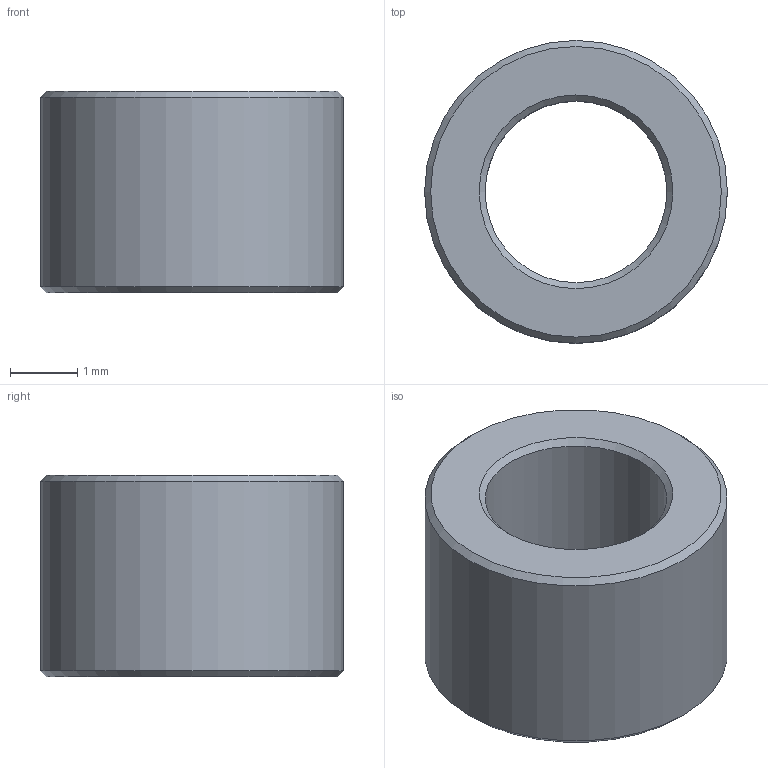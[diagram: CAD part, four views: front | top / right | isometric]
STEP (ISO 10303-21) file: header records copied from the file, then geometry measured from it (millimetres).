
FILE_DESCRIPTION(/* description */ (''),/* implementation_level */ '2;1');
FILE_NAME(/* name */ 'M2.5 x 3 nylon spacer_v1.step',/* time_stamp */ '2023-01-28T13:12:26-08:00',/* author */ (''),/* organization */ (''),/* preprocessor_version */ 'ST-DEVELOPER v19.2',/* originating_system */ 'Autodesk Translation Framework v11.17.0.187',/* authorisation */ '');
FILE_SCHEMA (('AUTOMOTIVE_DESIGN { 1 0 10303 214 3 1 1 }'));
Length unit declared in the file: millimetre
Products named in the file (2): M2.5 x 3 nylon spacer; 99072A104_Black Nylon Unthreaded Spacer
Assembly tree (1 placements, depth 2):
  M2.5 x 3 nylon spacer
    99072A104_Black Nylon Unthreaded Spacer
Bounding box: 4.5 x 4.5 x 3 mm (x, y, z)
Volume: 30.4 mm3; surface area: 85.8 mm2
Topology: 1 solids, 1 shells, 8 faces, 16 edges, 10 vertices
Faces by surface type: cone 4, cylinder 2, plane 2
Full cylindrical faces by diameter (mm): 2.7 x1, 4.5 x1
Entity records: 278 total; most frequent: DIRECTION 48, CARTESIAN_POINT 37, ORIENTED_EDGE 32, AXIS2_PLACEMENT_3D 21, EDGE_CURVE 16, EDGE_LOOP 10, CIRCLE 10, VERTEX_POINT 10
